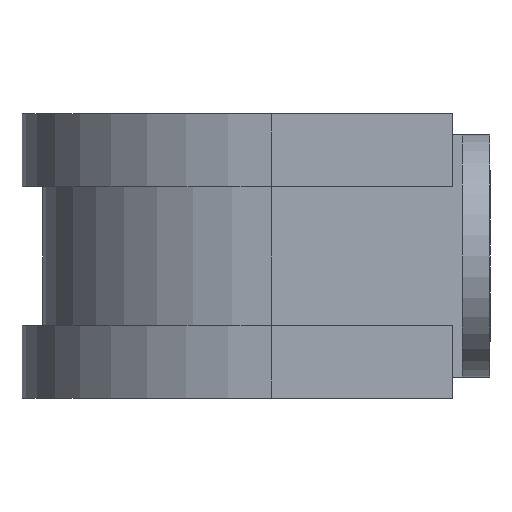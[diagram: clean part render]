
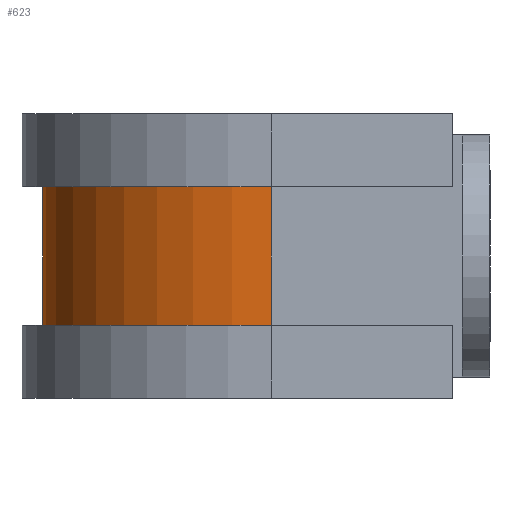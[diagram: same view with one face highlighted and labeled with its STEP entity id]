
A CAD part, left-side view. The second image highlights one B-rep face of the part: STEP entity #623.
In plain terms, the highlighted cylindrical face has radius 18.8 mm (diameter 37.6 mm), a partial arc.
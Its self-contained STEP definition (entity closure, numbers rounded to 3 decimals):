
#51 = DIRECTION ( 'NONE',  ( 1., 0., 0. ) ) ;
#133 = CARTESIAN_POINT ( 'NONE',  ( 0., 18., -5.7 ) ) ;
#135 = EDGE_CURVE ( 'NONE', #797, #328, #1190, .T. ) ;
#161 = CARTESIAN_POINT ( 'NONE',  ( 0., 18., 5.7 ) ) ;
#184 = AXIS2_PLACEMENT_3D ( 'NONE', #133, #926, #581 ) ;
#239 = DIRECTION ( 'NONE',  ( 0., 0., -1. ) ) ;
#247 = DIRECTION ( 'NONE',  ( -1., 0., 0. ) ) ;
#328 = VERTEX_POINT ( 'NONE', #1329 ) ;
#472 = EDGE_CURVE ( 'NONE', #1155, #328, #798, .T. ) ;
#488 = ORIENTED_EDGE ( 'NONE', *, *, #472, .T. ) ;
#518 = CARTESIAN_POINT ( 'NONE',  ( -18.8, 18., 10. ) ) ;
#562 = EDGE_CURVE ( 'NONE', #1302, #1155, #627, .T. ) ;
#581 = DIRECTION ( 'NONE',  ( 1., 0., 0. ) ) ;
#622 = AXIS2_PLACEMENT_3D ( 'NONE', #161, #1066, #51 ) ;
#623 = ADVANCED_FACE ( 'NONE', ( #1257 ), #1459, .T. ) ;
#627 = LINE ( 'NONE', #1312, #869 ) ;
#647 = DIRECTION ( 'NONE',  ( 0., 0., -1. ) ) ;
#728 = AXIS2_PLACEMENT_3D ( 'NONE', #1126, #239, #247 ) ;
#732 = ORIENTED_EDGE ( 'NONE', *, *, #135, .F. ) ;
#746 = DIRECTION ( 'NONE',  ( 0., 0., -1. ) ) ;
#797 = VERTEX_POINT ( 'NONE', #1173 ) ;
#798 = CIRCLE ( 'NONE', #184, 18.8 ) ;
#809 = ORIENTED_EDGE ( 'NONE', *, *, #562, .T. ) ;
#854 = EDGE_CURVE ( 'NONE', #1302, #797, #882, .T. ) ;
#865 = CARTESIAN_POINT ( 'NONE',  ( 18.8, 18., 5.7 ) ) ;
#869 = VECTOR ( 'NONE', #746, 1000. ) ;
#882 = CIRCLE ( 'NONE', #622, 18.8 ) ;
#926 = DIRECTION ( 'NONE',  ( 0., 0., 1. ) ) ;
#1066 = DIRECTION ( 'NONE',  ( 0., 0., 1. ) ) ;
#1126 = CARTESIAN_POINT ( 'NONE',  ( 0., 18., 10. ) ) ;
#1155 = VERTEX_POINT ( 'NONE', #1391 ) ;
#1173 = CARTESIAN_POINT ( 'NONE',  ( -18.8, 18., 5.7 ) ) ;
#1190 = LINE ( 'NONE', #518, #1457 ) ;
#1252 = ORIENTED_EDGE ( 'NONE', *, *, #854, .F. ) ;
#1257 = FACE_OUTER_BOUND ( 'NONE', #1339, .T. ) ;
#1302 = VERTEX_POINT ( 'NONE', #865 ) ;
#1312 = CARTESIAN_POINT ( 'NONE',  ( 18.8, 18., 10. ) ) ;
#1329 = CARTESIAN_POINT ( 'NONE',  ( -18.8, 18., -5.7 ) ) ;
#1339 = EDGE_LOOP ( 'NONE', ( #1252, #809, #488, #732 ) ) ;
#1391 = CARTESIAN_POINT ( 'NONE',  ( 18.8, 18., -5.7 ) ) ;
#1457 = VECTOR ( 'NONE', #647, 1000. ) ;
#1459 = CYLINDRICAL_SURFACE ( 'NONE', #728, 18.8 ) ;
